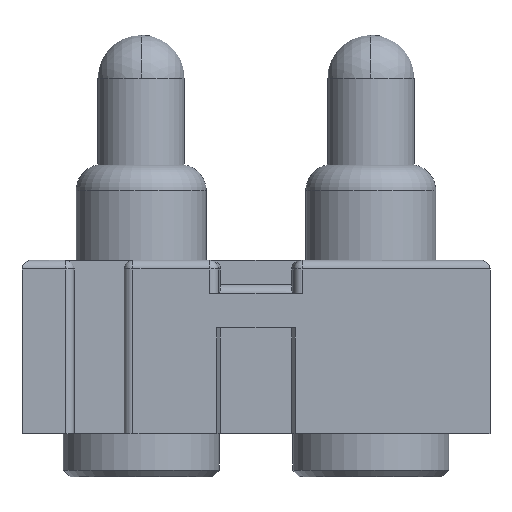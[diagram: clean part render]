
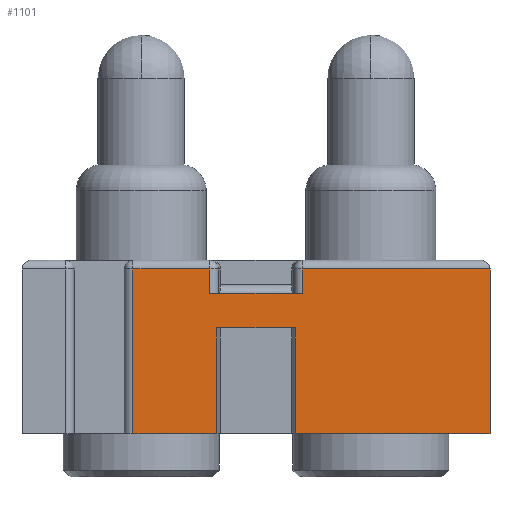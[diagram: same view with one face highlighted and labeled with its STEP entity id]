
A CAD part, front view. The second image highlights one B-rep face of the part: STEP entity #1101.
In plain terms, the highlighted planar face has unit normal (0, -1, 0).
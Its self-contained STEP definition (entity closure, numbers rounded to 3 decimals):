
#5 = VECTOR ( 'NONE', #1856, 1000. ) ;
#14 = FACE_OUTER_BOUND ( 'NONE', #733, .T. ) ;
#18 = DIRECTION ( 'NONE',  ( 0., 0., 1. ) ) ;
#132 = EDGE_CURVE ( 'NONE', #410, #615, #2330, .T. ) ;
#163 = ORIENTED_EDGE ( 'NONE', *, *, #338, .T. ) ;
#168 = CARTESIAN_POINT ( 'NONE',  ( 2.7, -2.5, 0. ) ) ;
#245 = ORIENTED_EDGE ( 'NONE', *, *, #1027, .F. ) ;
#301 = ORIENTED_EDGE ( 'NONE', *, *, #132, .T. ) ;
#303 = CARTESIAN_POINT ( 'NONE',  ( 0.535, -2.5, 1.9 ) ) ;
#338 = EDGE_CURVE ( 'NONE', #615, #2460, #2399, .T. ) ;
#345 = CARTESIAN_POINT ( 'NONE',  ( 0.451, -2.5, 0. ) ) ;
#386 = LINE ( 'NONE', #1946, #693 ) ;
#396 = LINE ( 'NONE', #1010, #774 ) ;
#410 = VERTEX_POINT ( 'NONE', #657 ) ;
#415 = CARTESIAN_POINT ( 'NONE',  ( -0.451, -2.5, 1.62 ) ) ;
#426 = DIRECTION ( 'NONE',  ( 0., 1., 0. ) ) ;
#431 = EDGE_CURVE ( 'NONE', #2376, #1665, #1448, .T. ) ;
#456 = EDGE_CURVE ( 'NONE', #2376, #1377, #1882, .T. ) ;
#460 = EDGE_CURVE ( 'NONE', #863, #1267, #468, .T. ) ;
#468 = LINE ( 'NONE', #2046, #1011 ) ;
#487 = VERTEX_POINT ( 'NONE', #1699 ) ;
#502 = VECTOR ( 'NONE', #1997, 1000. ) ;
#558 = EDGE_CURVE ( 'NONE', #1333, #2150, #386, .T. ) ;
#609 = EDGE_CURVE ( 'NONE', #487, #410, #2368, .T. ) ;
#615 = VERTEX_POINT ( 'NONE', #1173 ) ;
#622 = CARTESIAN_POINT ( 'NONE',  ( -2.7, -2.5, 1.9 ) ) ;
#628 = VECTOR ( 'NONE', #629, 1000. ) ;
#629 = DIRECTION ( 'NONE',  ( 0., 0., 1. ) ) ;
#633 = EDGE_CURVE ( 'NONE', #2150, #2344, #396, .T. ) ;
#650 = CARTESIAN_POINT ( 'NONE',  ( 0.451, -2.5, 1.22 ) ) ;
#657 = CARTESIAN_POINT ( 'NONE',  ( -1.42, -2.5, 0. ) ) ;
#693 = VECTOR ( 'NONE', #951, 1000. ) ;
#733 = EDGE_LOOP ( 'NONE', ( #245, #1691, #1116, #1233, #301, #163, #2315, #912, #2050, #2086, #1880, #897 ) ) ;
#764 = LINE ( 'NONE', #415, #502 ) ;
#774 = VECTOR ( 'NONE', #18, 1000. ) ;
#791 = CARTESIAN_POINT ( 'NONE',  ( 2.7, -2.5, 2. ) ) ;
#810 = LINE ( 'NONE', #622, #1872 ) ;
#814 = DIRECTION ( 'NONE',  ( 0., 0., -1. ) ) ;
#850 = VECTOR ( 'NONE', #1656, 1000. ) ;
#851 = CARTESIAN_POINT ( 'NONE',  ( -0.535, -2.5, 1.62 ) ) ;
#863 = VERTEX_POINT ( 'NONE', #851 ) ;
#888 = DIRECTION ( 'NONE',  ( 1., 0., 0. ) ) ;
#897 = ORIENTED_EDGE ( 'NONE', *, *, #456, .T. ) ;
#898 = CARTESIAN_POINT ( 'NONE',  ( 2.7, -2.5, 1.9 ) ) ;
#912 = ORIENTED_EDGE ( 'NONE', *, *, #633, .F. ) ;
#951 = DIRECTION ( 'NONE',  ( -1., 0., 0. ) ) ;
#961 = DIRECTION ( 'NONE',  ( -1., 0., 0. ) ) ;
#991 = DIRECTION ( 'NONE',  ( -1., 0., 0. ) ) ;
#1010 = CARTESIAN_POINT ( 'NONE',  ( 0.451, -2.5, 0. ) ) ;
#1011 = VECTOR ( 'NONE', #2483, 1000. ) ;
#1027 = EDGE_CURVE ( 'NONE', #863, #1377, #764, .T. ) ;
#1071 = LINE ( 'NONE', #1288, #850 ) ;
#1101 = ADVANCED_FACE ( 'NONE', ( #14 ), #2405, .F. ) ;
#1102 = EDGE_CURVE ( 'NONE', #1267, #487, #810, .T. ) ;
#1116 = ORIENTED_EDGE ( 'NONE', *, *, #1102, .T. ) ;
#1173 = CARTESIAN_POINT ( 'NONE',  ( -0.451, -2.5, 0. ) ) ;
#1233 = ORIENTED_EDGE ( 'NONE', *, *, #609, .T. ) ;
#1257 = CARTESIAN_POINT ( 'NONE',  ( 2.7, -2.5, 1.9 ) ) ;
#1264 = VECTOR ( 'NONE', #961, 1000. ) ;
#1267 = VERTEX_POINT ( 'NONE', #2515 ) ;
#1288 = CARTESIAN_POINT ( 'NONE',  ( 2.7, -2.5, 2. ) ) ;
#1319 = DIRECTION ( 'NONE',  ( 1., 0., 0. ) ) ;
#1329 = CARTESIAN_POINT ( 'NONE',  ( -0.451, -2.5, 1.22 ) ) ;
#1333 = VERTEX_POINT ( 'NONE', #168 ) ;
#1377 = VERTEX_POINT ( 'NONE', #2168 ) ;
#1409 = VECTOR ( 'NONE', #1319, 1000. ) ;
#1448 = LINE ( 'NONE', #898, #2287 ) ;
#1491 = CARTESIAN_POINT ( 'NONE',  ( -0.451, -2.5, 1.22 ) ) ;
#1656 = DIRECTION ( 'NONE',  ( 0., 0., -1. ) ) ;
#1665 = VERTEX_POINT ( 'NONE', #1257 ) ;
#1691 = ORIENTED_EDGE ( 'NONE', *, *, #460, .T. ) ;
#1699 = CARTESIAN_POINT ( 'NONE',  ( -1.42, -2.5, 1.9 ) ) ;
#1740 = CARTESIAN_POINT ( 'NONE',  ( -2.7, -2.5, 0. ) ) ;
#1781 = CARTESIAN_POINT ( 'NONE',  ( -1.42, -2.5, 0. ) ) ;
#1856 = DIRECTION ( 'NONE',  ( 0., 0., -1. ) ) ;
#1872 = VECTOR ( 'NONE', #991, 1000. ) ;
#1880 = ORIENTED_EDGE ( 'NONE', *, *, #431, .F. ) ;
#1882 = LINE ( 'NONE', #2244, #5 ) ;
#1904 = VECTOR ( 'NONE', #814, 1000. ) ;
#1946 = CARTESIAN_POINT ( 'NONE',  ( 2.7, -2.5, 0. ) ) ;
#1997 = DIRECTION ( 'NONE',  ( 1., 0., 0. ) ) ;
#2002 = EDGE_CURVE ( 'NONE', #1665, #1333, #1071, .T. ) ;
#2009 = DIRECTION ( 'NONE',  ( 0., 0., 1. ) ) ;
#2046 = CARTESIAN_POINT ( 'NONE',  ( -0.535, -2.5, 2. ) ) ;
#2050 = ORIENTED_EDGE ( 'NONE', *, *, #558, .F. ) ;
#2086 = ORIENTED_EDGE ( 'NONE', *, *, #2002, .F. ) ;
#2150 = VERTEX_POINT ( 'NONE', #345 ) ;
#2168 = CARTESIAN_POINT ( 'NONE',  ( 0.535, -2.5, 1.62 ) ) ;
#2206 = CARTESIAN_POINT ( 'NONE',  ( -0.451, -2.5, 0. ) ) ;
#2223 = EDGE_CURVE ( 'NONE', #2344, #2460, #2505, .T. ) ;
#2244 = CARTESIAN_POINT ( 'NONE',  ( 0.535, -2.5, 2. ) ) ;
#2287 = VECTOR ( 'NONE', #888, 1000. ) ;
#2315 = ORIENTED_EDGE ( 'NONE', *, *, #2223, .F. ) ;
#2330 = LINE ( 'NONE', #1740, #1409 ) ;
#2344 = VERTEX_POINT ( 'NONE', #650 ) ;
#2368 = LINE ( 'NONE', #1781, #1904 ) ;
#2376 = VERTEX_POINT ( 'NONE', #303 ) ;
#2399 = LINE ( 'NONE', #2206, #628 ) ;
#2405 = PLANE ( 'NONE',  #2448 ) ;
#2448 = AXIS2_PLACEMENT_3D ( 'NONE', #791, #426, #2009 ) ;
#2460 = VERTEX_POINT ( 'NONE', #1491 ) ;
#2483 = DIRECTION ( 'NONE',  ( 0., 0., 1. ) ) ;
#2505 = LINE ( 'NONE', #1329, #1264 ) ;
#2515 = CARTESIAN_POINT ( 'NONE',  ( -0.535, -2.5, 1.9 ) ) ;
